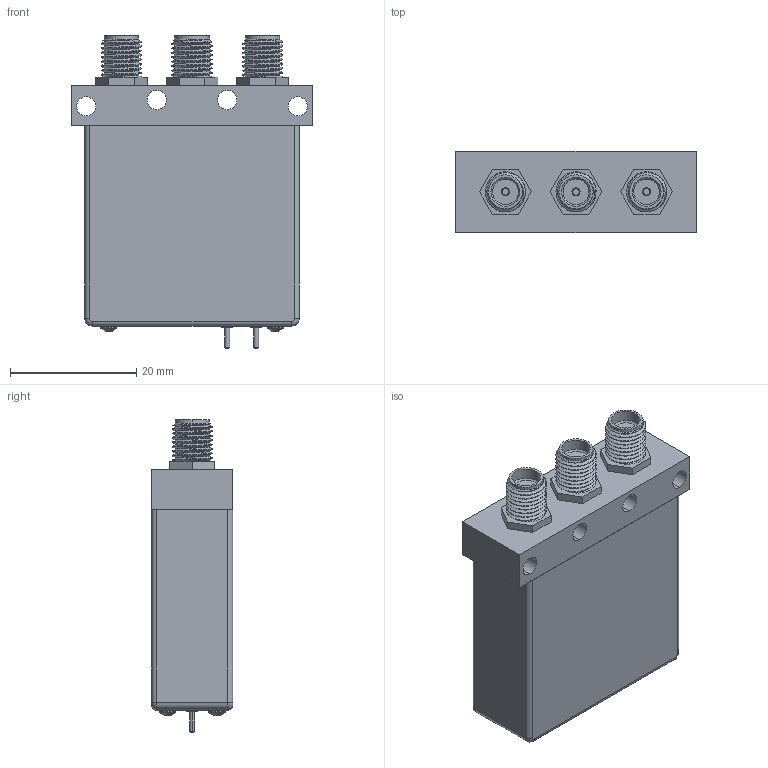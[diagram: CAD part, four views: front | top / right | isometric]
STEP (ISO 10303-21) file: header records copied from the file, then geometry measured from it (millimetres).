
FILE_DESCRIPTION (( 'STEP AP203' ), '1' );
FILE_NAME ('PE71S6053 - SEMS-4051-SPDT-SMA.step', '2019-04-05T15:15:25', ( '' ), ( '' ), 'SwSTEP 2.0', 'SolidWorks 2018', '' );
FILE_SCHEMA (( 'CONFIG_CONTROL_DESIGN' ));
Products named in the file (1): PE71S6053 - SEMS-4051-SPDT-SMA
Bounding box: 38.1 x 12.9 x 49.47 mm (x, y, z)
Volume: 17236.1 mm3; surface area: 8525.2 mm2
Topology: 5 solids, 5 shells, 1137 faces, 3029 edges, 2002 vertices
Faces by surface type: plane 583, bspline 282, cylinder 249, cone 19, torus 4
Entity records: 54535 total; most frequent: CARTESIAN_POINT 28367, ORIENTED_EDGE 6058, DIRECTION 4255, EDGE_CURVE 3029, VERTEX_POINT 2002, VECTOR 1897, LINE 1897, EDGE_LOOP 1245
